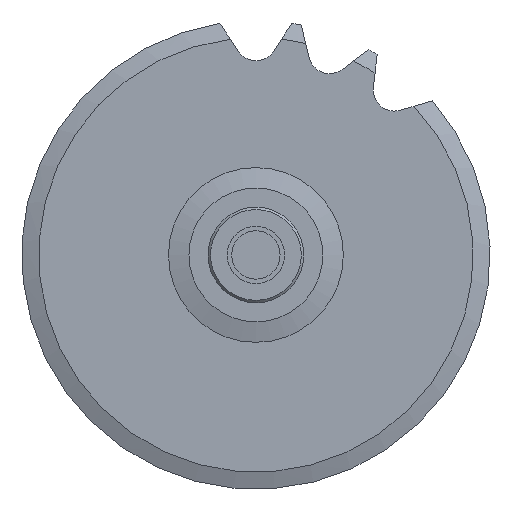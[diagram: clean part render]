
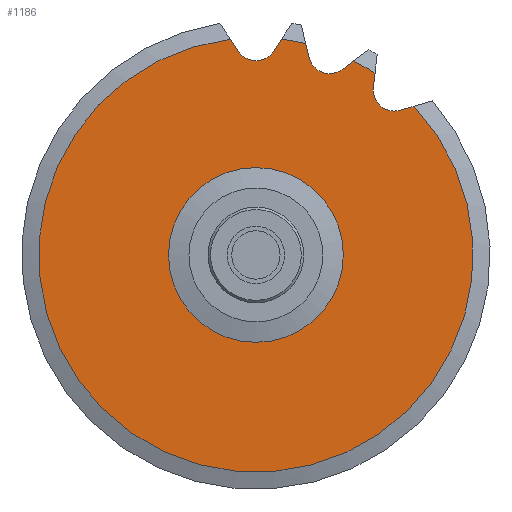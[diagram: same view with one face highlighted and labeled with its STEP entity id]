
A CAD part, front view. The second image highlights one B-rep face of the part: STEP entity #1186.
In plain terms, the highlighted planar face has unit normal (0, -1, 0).
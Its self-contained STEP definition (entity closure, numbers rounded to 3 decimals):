
#57=LINE('',#2001,#105);
#60=LINE('',#2020,#108);
#65=LINE('',#2038,#113);
#68=LINE('',#2057,#116);
#73=LINE('',#2109,#121);
#74=LINE('',#2112,#122);
#105=VECTOR('',#1568,3.015);
#108=VECTOR('',#1573,3.015);
#113=VECTOR('',#1586,3.015);
#116=VECTOR('',#1591,3.015);
#121=VECTOR('',#1646,3.015);
#122=VECTOR('',#1649,3.015);
#182=PLANE('',#1329);
#252=FACE_BOUND('',#424,.T.);
#325=FACE_OUTER_BOUND('',#423,.T.);
#423=EDGE_LOOP('',(#1023,#1024,#1025,#1026,#1027,#1028,#1029,#1030,#1031,
#1032,#1033,#1034));
#424=EDGE_LOOP('',(#1035));
#487=CIRCLE('',#1254,6.);
#511=CIRCLE('',#1302,4.4);
#513=CIRCLE('',#1307,4.4);
#523=CIRCLE('',#1324,45.428);
#524=CIRCLE('',#1326,45.428);
#525=CIRCLE('',#1328,45.428);
#526=CIRCLE('',#1330,4.4);
#563=VERTEX_POINT('',#1845);
#607=VERTEX_POINT('',#1998);
#608=VERTEX_POINT('',#2000);
#613=VERTEX_POINT('',#2015);
#614=VERTEX_POINT('',#2019);
#619=VERTEX_POINT('',#2035);
#620=VERTEX_POINT('',#2037);
#625=VERTEX_POINT('',#2052);
#626=VERTEX_POINT('',#2056);
#634=VERTEX_POINT('',#2094);
#635=VERTEX_POINT('',#2102);
#636=VERTEX_POINT('',#2108);
#637=VERTEX_POINT('',#2110);
#676=EDGE_CURVE('',#563,#563,#487,.T.);
#738=EDGE_CURVE('',#608,#607,#57,.T.);
#744=EDGE_CURVE('',#614,#613,#60,.T.);
#748=EDGE_CURVE('',#607,#614,#511,.T.);
#752=EDGE_CURVE('',#620,#619,#65,.T.);
#758=EDGE_CURVE('',#626,#625,#68,.T.);
#762=EDGE_CURVE('',#619,#626,#513,.T.);
#777=EDGE_CURVE('',#634,#625,#523,.T.);
#778=EDGE_CURVE('',#620,#613,#524,.T.);
#779=EDGE_CURVE('',#608,#635,#525,.T.);
#781=EDGE_CURVE('',#634,#636,#73,.T.);
#782=EDGE_CURVE('',#636,#637,#526,.T.);
#783=EDGE_CURVE('',#637,#635,#74,.T.);
#1023=ORIENTED_EDGE('',*,*,#738,.T.);
#1024=ORIENTED_EDGE('',*,*,#748,.T.);
#1025=ORIENTED_EDGE('',*,*,#744,.T.);
#1026=ORIENTED_EDGE('',*,*,#778,.F.);
#1027=ORIENTED_EDGE('',*,*,#752,.T.);
#1028=ORIENTED_EDGE('',*,*,#762,.T.);
#1029=ORIENTED_EDGE('',*,*,#758,.T.);
#1030=ORIENTED_EDGE('',*,*,#777,.F.);
#1031=ORIENTED_EDGE('',*,*,#781,.T.);
#1032=ORIENTED_EDGE('',*,*,#782,.T.);
#1033=ORIENTED_EDGE('',*,*,#783,.T.);
#1034=ORIENTED_EDGE('',*,*,#779,.F.);
#1035=ORIENTED_EDGE('',*,*,#676,.T.);
#1186=ADVANCED_FACE('',(#325,#252),#182,.T.);
#1254=AXIS2_PLACEMENT_3D('',#1846,#1452,#1453);
#1302=AXIS2_PLACEMENT_3D('',#2026,#1580,#1581);
#1307=AXIS2_PLACEMENT_3D('',#2063,#1598,#1599);
#1324=AXIS2_PLACEMENT_3D('',#2098,#1634,#1635);
#1326=AXIS2_PLACEMENT_3D('',#2100,#1638,#1639);
#1328=AXIS2_PLACEMENT_3D('',#2103,#1642,#1643);
#1329=AXIS2_PLACEMENT_3D('',#2107,#1644,#1645);
#1330=AXIS2_PLACEMENT_3D('',#2111,#1647,#1648);
#1452=DIRECTION('center_axis',(0.,1.,0.));
#1453=DIRECTION('ref_axis',(-1.,0.,0.));
#1568=DIRECTION('',(-0.959,0.,-0.284));
#1573=DIRECTION('',(0.113,0.,0.994));
#1580=DIRECTION('center_axis',(0.,1.,0.));
#1581=DIRECTION('ref_axis',(0.284,0.,-0.959));
#1586=DIRECTION('',(-0.804,0.,-0.595));
#1591=DIRECTION('',(-0.234,0.,0.972));
#1598=DIRECTION('center_axis',(0.,1.,0.));
#1599=DIRECTION('ref_axis',(0.595,0.,-0.804));
#1634=DIRECTION('center_axis',(0.,1.,0.));
#1635=DIRECTION('ref_axis',(0.,0.,-1.));
#1638=DIRECTION('center_axis',(0.,1.,0.));
#1639=DIRECTION('ref_axis',(0.,0.,-1.));
#1642=DIRECTION('center_axis',(0.,1.,0.));
#1643=DIRECTION('ref_axis',(0.,0.,-1.));
#1644=DIRECTION('center_axis',(0.,-1.,0.));
#1645=DIRECTION('ref_axis',(0.,0.,-1.));
#1646=DIRECTION('',(-0.552,0.,-0.834));
#1647=DIRECTION('center_axis',(0.,1.,0.));
#1648=DIRECTION('ref_axis',(0.834,0.,-0.552));
#1649=DIRECTION('',(-0.552,0.,0.834));
#1845=CARTESIAN_POINT('',(6.,-49.5,0.));
#1846=CARTESIAN_POINT('Origin',(0.,-49.5,0.));
#1998=CARTESIAN_POINT('',(30.193,-49.5,30.276));
#2000=CARTESIAN_POINT('',(33.084,-49.5,31.131));
#2001=CARTESIAN_POINT('',(16.955,-49.5,26.359));
#2015=CARTESIAN_POINT('',(24.913,-49.5,37.988));
#2019=CARTESIAN_POINT('',(24.573,-49.5,34.992));
#2020=CARTESIAN_POINT('',(24.811,-49.5,37.085));
#2026=CARTESIAN_POINT('Origin',(28.945,-49.5,34.495));
#2035=CARTESIAN_POINT('',(18.017,-49.5,38.777));
#2037=CARTESIAN_POINT('',(20.442,-49.5,40.569));
#2038=CARTESIAN_POINT('',(11.291,-49.5,33.802));
#2052=CARTESIAN_POINT('',(10.418,-49.5,44.217));
#2056=CARTESIAN_POINT('',(11.123,-49.5,41.286));
#2057=CARTESIAN_POINT('',(10.718,-49.5,42.972));
#2063=CARTESIAN_POINT('Origin',(15.401,-49.5,42.314));
#2094=CARTESIAN_POINT('',(5.333,-49.5,45.114));
#2098=CARTESIAN_POINT('Origin',(0.,-49.5,0.));
#2100=CARTESIAN_POINT('Origin',(0.,-49.5,0.));
#2102=CARTESIAN_POINT('',(-5.333,-49.5,45.114));
#2103=CARTESIAN_POINT('Origin',(0.,-49.5,0.));
#2107=CARTESIAN_POINT('Origin',(0.,-49.5,35.));
#2108=CARTESIAN_POINT('',(3.668,-49.5,42.6));
#2109=CARTESIAN_POINT('',(1.36,-49.5,39.115));
#2110=CARTESIAN_POINT('',(-3.668,-49.5,42.6));
#2111=CARTESIAN_POINT('Origin',(0.,-49.5,45.03));
#2112=CARTESIAN_POINT('',(-3.287,-49.5,42.024));
